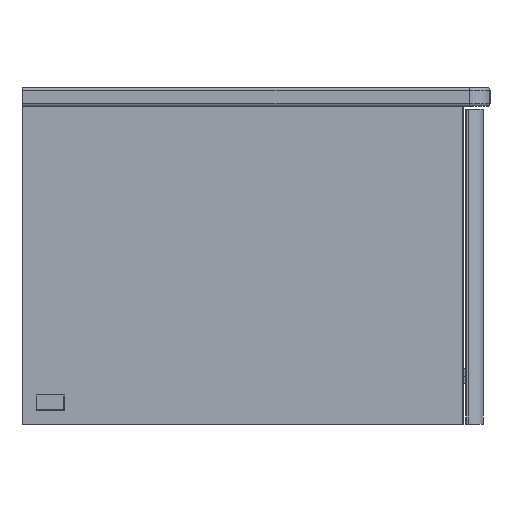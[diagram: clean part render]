
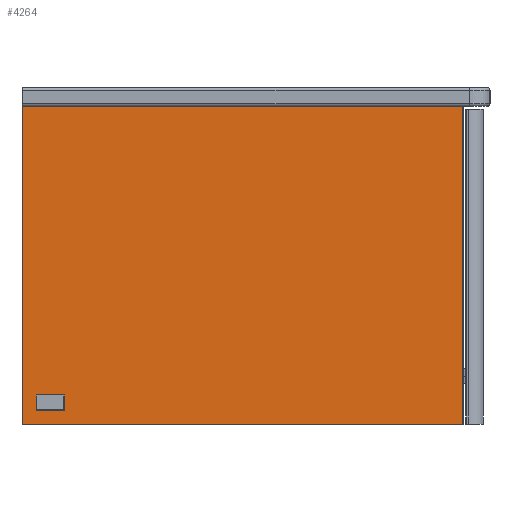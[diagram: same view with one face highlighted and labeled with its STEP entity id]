
A CAD part, left-side view. The second image highlights one B-rep face of the part: STEP entity #4264.
In plain terms, the highlighted planar face has unit normal (-1, 0, 0).
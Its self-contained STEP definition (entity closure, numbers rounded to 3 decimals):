
#4113=CARTESIAN_POINT('',(42760.866,-4014.787,170.0));
#4114=VERTEX_POINT('',#4113);
#4121=CARTESIAN_POINT('',(42760.866,-4014.787,-170.0));
#4122=VERTEX_POINT('',#4121);
#4123=CARTESIAN_POINT('',(42760.866,-4014.787,170.0));
#4124=DIRECTION('',(0.0,0.0,-1.0));
#4125=VECTOR('',#4124,340.0);
#4126=LINE('',#4123,#4125);
#4127=EDGE_CURVE('',#4114,#4122,#4126,.T.);
#4183=CARTESIAN_POINT('',(42760.866,-3543.787,-170.0));
#4184=VERTEX_POINT('',#4183);
#4185=CARTESIAN_POINT('',(42760.866,-3543.787,-170.0));
#4186=DIRECTION('',(0.0,-1.0,0.0));
#4187=VECTOR('',#4186,471.0);
#4188=LINE('',#4185,#4187);
#4189=EDGE_CURVE('',#4184,#4122,#4188,.T.);
#4241=CARTESIAN_POINT('',(42760.866,-3779.287,-170.001));
#4242=DIRECTION('',(-1.0,0.0,0.0));
#4243=DIRECTION('',(0.0,0.0,1.0));
#4244=AXIS2_PLACEMENT_3D('',#4241,#4242,#4243);
#4245=PLANE('',#4244);
#4246=ORIENTED_EDGE('',*,*,#4127,.F.);
#4247=CARTESIAN_POINT('',(42760.866,-3543.787,170.0));
#4248=VERTEX_POINT('',#4247);
#4249=CARTESIAN_POINT('',(42760.866,-3543.787,170.0));
#4250=DIRECTION('',(0.0,-1.0,0.0));
#4251=VECTOR('',#4250,471.0);
#4252=LINE('',#4249,#4251);
#4253=EDGE_CURVE('',#4248,#4114,#4252,.T.);
#4254=ORIENTED_EDGE('',*,*,#4253,.F.);
#4255=CARTESIAN_POINT('',(42760.866,-3543.787,-170.0));
#4256=DIRECTION('',(0.0,0.0,1.0));
#4257=VECTOR('',#4256,340.0);
#4258=LINE('',#4255,#4257);
#4259=EDGE_CURVE('',#4184,#4248,#4258,.T.);
#4260=ORIENTED_EDGE('',*,*,#4259,.F.);
#4261=ORIENTED_EDGE('',*,*,#4189,.T.);
#4262=EDGE_LOOP('',(#4246,#4254,#4260,#4261));
#4263=FACE_OUTER_BOUND('',#4262,.T.);
#4264=ADVANCED_FACE('',(#4263),#4245,.T.);
